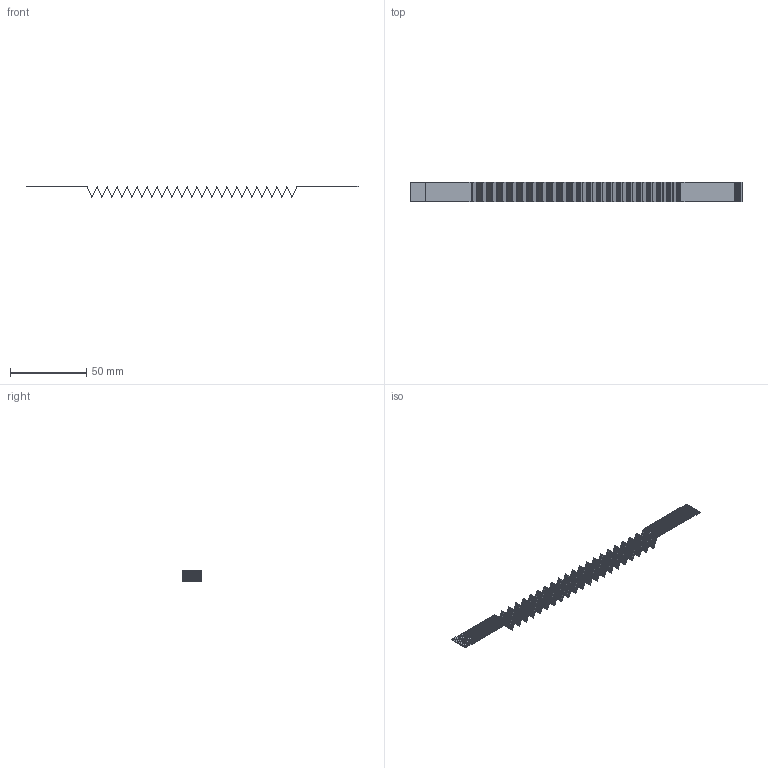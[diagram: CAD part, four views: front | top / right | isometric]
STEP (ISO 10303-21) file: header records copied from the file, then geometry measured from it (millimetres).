
FILE_DESCRIPTION(/* description */ ('Unknown'),/* implementation_level */ '2;1');
FILE_NAME(/* name */ '686712141001',/* time_stamp */ '2020-12-10T09:23:40+01:00',/* author */ ('Unknown'),/* organization */ ('Unknown'),/* preprocessor_version */ 'ST-DEVELOPER v16.7',/* originating_system */ 'DEX',/* authorisation */ $);
FILE_SCHEMA (('AUTOMOTIVE_DESIGN {1 0 10303 214 3 1 1}'));
Length unit declared in the file: millimetre
Products named in the file (2): 6867xx141001; 686712141001
Assembly tree (1 placements, depth 2):
  6867xx141001
    686712141001
Bounding box: 217.84 x 13 x 7.84 mm (x, y, z)
Volume: 484.5 mm3; surface area: 18118.8 mm2
Topology: 1 solids, 1 shells, 1284 faces, 3790 edges, 2508 vertices
Faces by surface type: plane 1284
Entity records: 50977 total; most frequent: CARTESIAN_POINT 7590, ORIENTED_EDGE 7580, DIRECTION 6360, EDGE_CURVE 3790, LINE 3788, VECTOR 3788, VERTEX_POINT 2508, AXIS2_PLACEMENT_3D 1286
